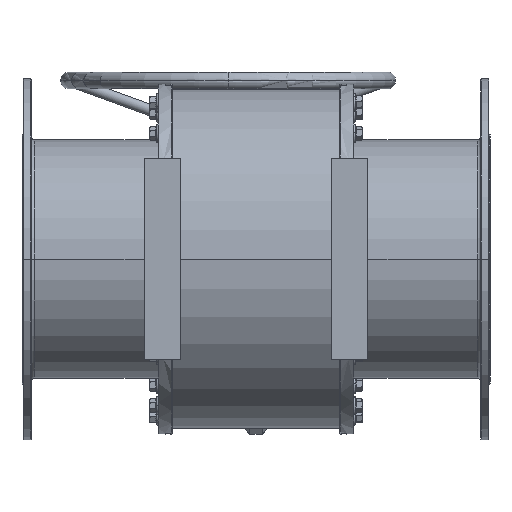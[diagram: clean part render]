
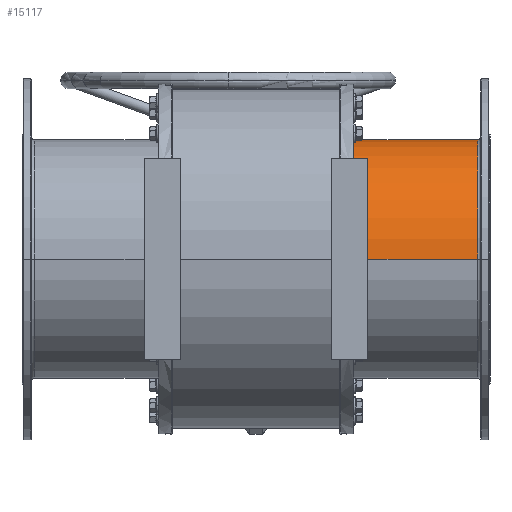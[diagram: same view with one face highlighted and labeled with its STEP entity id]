
A CAD part, front view. The second image highlights one B-rep face of the part: STEP entity #15117.
In plain terms, the highlighted cylindrical face has radius 213.5 mm (diameter 427 mm), a partial arc.
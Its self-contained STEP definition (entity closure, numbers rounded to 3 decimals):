
#112 = VERTEX_POINT ( 'NONE', #9882 ) ;
#267 = ORIENTED_EDGE ( 'NONE', *, *, #19662, .F. ) ;
#542 = ORIENTED_EDGE ( 'NONE', *, *, #15357, .T. ) ;
#1699 = ORIENTED_EDGE ( 'NONE', *, *, #6904, .T. ) ;
#3485 = CARTESIAN_POINT ( 'NONE',  ( 397., -213.5, 0. ) ) ;
#3630 = VECTOR ( 'NONE', #21845, 1000. ) ;
#3705 = CIRCLE ( 'NONE', #19189, 213.5 ) ;
#3799 = VECTOR ( 'NONE', #14588, 1000. ) ;
#4944 = VERTEX_POINT ( 'NONE', #24602 ) ;
#5801 = CARTESIAN_POINT ( 'NONE',  ( -419., 0., 0. ) ) ;
#6070 = CYLINDRICAL_SURFACE ( 'NONE', #17633, 213.5 ) ;
#6904 = EDGE_CURVE ( 'NONE', #112, #4944, #3705, .T. ) ;
#7027 = LINE ( 'NONE', #23918, #3630 ) ;
#7738 = FACE_OUTER_BOUND ( 'NONE', #25221, .T. ) ;
#9490 = VERTEX_POINT ( 'NONE', #3485 ) ;
#9882 = CARTESIAN_POINT ( 'NONE',  ( 175., 213.5, 0. ) ) ;
#12310 = DIRECTION ( 'NONE',  ( 0., 0., -1. ) ) ;
#13085 = CARTESIAN_POINT ( 'NONE',  ( 397., 0., 0. ) ) ;
#13516 = CIRCLE ( 'NONE', #22690, 213.5 ) ;
#14195 = VERTEX_POINT ( 'NONE', #22468 ) ;
#14588 = DIRECTION ( 'NONE',  ( -1., 0., 0. ) ) ;
#15117 = ADVANCED_FACE ( 'NONE', ( #7738 ), #6070, .T. ) ;
#15357 = EDGE_CURVE ( 'NONE', #14195, #112, #23794, .T. ) ;
#15501 = CARTESIAN_POINT ( 'NONE',  ( -419., 213.5, 0. ) ) ;
#17633 = AXIS2_PLACEMENT_3D ( 'NONE', #5801, #25047, #26867 ) ;
#18210 = EDGE_CURVE ( 'NONE', #9490, #14195, #13516, .T. ) ;
#19189 = AXIS2_PLACEMENT_3D ( 'NONE', #22327, #22840, #12310 ) ;
#19465 = DIRECTION ( 'NONE',  ( -1., 0., 0. ) ) ;
#19662 = EDGE_CURVE ( 'NONE', #9490, #4944, #7027, .T. ) ;
#21358 = ORIENTED_EDGE ( 'NONE', *, *, #18210, .T. ) ;
#21539 = DIRECTION ( 'NONE',  ( 0., 1., 0. ) ) ;
#21845 = DIRECTION ( 'NONE',  ( -1., 0., 0. ) ) ;
#22327 = CARTESIAN_POINT ( 'NONE',  ( 175., 0., 0. ) ) ;
#22468 = CARTESIAN_POINT ( 'NONE',  ( 397., 213.5, 0. ) ) ;
#22690 = AXIS2_PLACEMENT_3D ( 'NONE', #13085, #19465, #21539 ) ;
#22840 = DIRECTION ( 'NONE',  ( 1., 0., 0. ) ) ;
#23794 = LINE ( 'NONE', #15501, #3799 ) ;
#23918 = CARTESIAN_POINT ( 'NONE',  ( -419., -213.5, 0. ) ) ;
#24602 = CARTESIAN_POINT ( 'NONE',  ( 175., -213.5, 0. ) ) ;
#25047 = DIRECTION ( 'NONE',  ( -1., 0., 0. ) ) ;
#25221 = EDGE_LOOP ( 'NONE', ( #21358, #542, #1699, #267 ) ) ;
#26867 = DIRECTION ( 'NONE',  ( 0., -1., 0. ) ) ;
